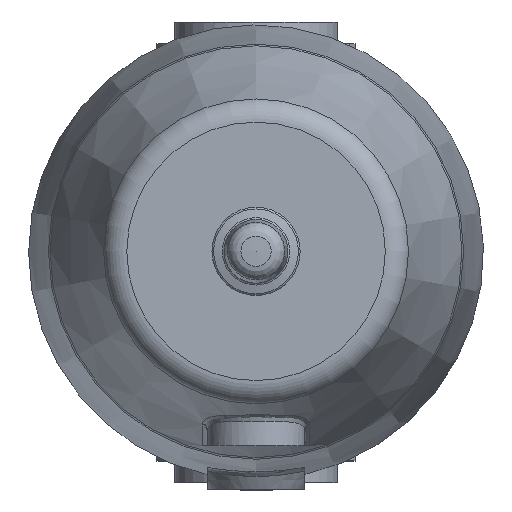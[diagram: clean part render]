
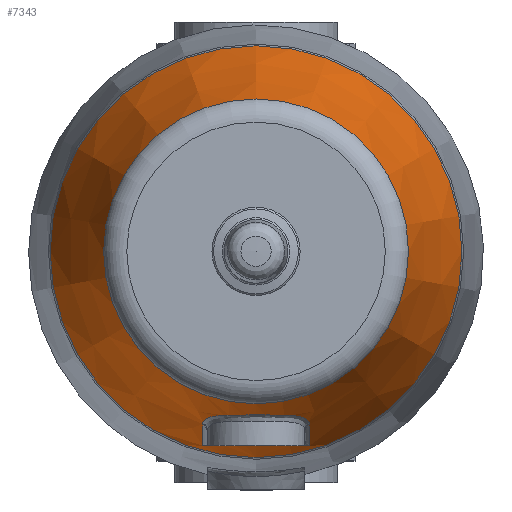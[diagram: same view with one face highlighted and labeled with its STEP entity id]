
A CAD part, top view. The second image highlights one B-rep face of the part: STEP entity #7343.
In plain terms, the highlighted conical face has half-angle 17.023 degrees and reference radius 42.75 mm.
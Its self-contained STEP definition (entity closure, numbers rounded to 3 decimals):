
#27=(
BOUNDED_CURVE()
B_SPLINE_CURVE(2,(#10913,#10914,#10915),.UNSPECIFIED.,.F.,.F.)
B_SPLINE_CURVE_WITH_KNOTS((3,3),(0.353,0.47),
 .UNSPECIFIED.)
CURVE()
GEOMETRIC_REPRESENTATION_ITEM()
RATIONAL_B_SPLINE_CURVE((1.012,1.014,1.015))
REPRESENTATION_ITEM('')
);
#28=(
BOUNDED_CURVE()
B_SPLINE_CURVE(2,(#10917,#10918,#10919),.UNSPECIFIED.,.F.,.F.)
B_SPLINE_CURVE_WITH_KNOTS((3,3),(0.41,1.564),
 .UNSPECIFIED.)
CURVE()
GEOMETRIC_REPRESENTATION_ITEM()
RATIONAL_B_SPLINE_CURVE((1.013,1.029,1.029))
REPRESENTATION_ITEM('')
);
#29=(
BOUNDED_CURVE()
B_SPLINE_CURVE(2,(#10926,#10927,#10928),.UNSPECIFIED.,.F.,.F.)
B_SPLINE_CURVE_WITH_KNOTS((3,3),(1.564,2.717),
 .UNSPECIFIED.)
CURVE()
GEOMETRIC_REPRESENTATION_ITEM()
RATIONAL_B_SPLINE_CURVE((1.029,1.029,1.013))
REPRESENTATION_ITEM('')
);
#30=(
BOUNDED_CURVE()
B_SPLINE_CURVE(2,(#10930,#10931,#10932),.UNSPECIFIED.,.F.,.F.)
B_SPLINE_CURVE_WITH_KNOTS((3,3),(2.802,2.919),
 .UNSPECIFIED.)
CURVE()
GEOMETRIC_REPRESENTATION_ITEM()
RATIONAL_B_SPLINE_CURVE((1.015,1.014,1.012))
REPRESENTATION_ITEM('')
);
#180=B_SPLINE_CURVE_WITH_KNOTS('',3,(#10900,#10901,#10902,#10903,#10904,
#10905,#10906),.UNSPECIFIED.,.F.,.F.,(4,1,1,1,4),(-3.617,-3.1,
-2.584,-2.067,-1.809),.UNSPECIFIED.);
#181=B_SPLINE_CURVE_WITH_KNOTS('',3,(#10908,#10909,#10910,#10911),
 .UNSPECIFIED.,.F.,.F.,(4,4),(-1.469,0.),.UNSPECIFIED.);
#182=B_SPLINE_CURVE_WITH_KNOTS('',3,(#10934,#10935,#10936,#10937),
 .UNSPECIFIED.,.F.,.F.,(4,4),(-1.947,-0.478),
 .UNSPECIFIED.);
#183=B_SPLINE_CURVE_WITH_KNOTS('',3,(#10938,#10939,#10940,#10941,#10942,
#10943,#10944),.UNSPECIFIED.,.F.,.F.,(4,1,1,1,4),(-1.809,-1.55,
-1.033,-0.517,0.),.UNSPECIFIED.);
#1012=FACE_OUTER_BOUND('',#1503,.T.);
#1503=EDGE_LOOP('',(#5127,#5128,#5129,#5130,#5131,#5132,#5133,#5134,#5135,
#5136,#5137,#5138,#5139,#5140,#5141,#5142));
#1989=LINE('',#10898,#2284);
#1990=LINE('',#10921,#2285);
#2284=VECTOR('',#8875,42.75);
#2285=VECTOR('',#8876,42.75);
#2634=CIRCLE('',#7929,31.433);
#2635=CIRCLE('',#7930,42.462);
#2636=CIRCLE('',#7931,42.462);
#2637=CIRCLE('',#7932,31.433);
#3084=VERTEX_POINT('',#10894);
#3085=VERTEX_POINT('',#10895);
#3086=VERTEX_POINT('',#10897);
#3087=VERTEX_POINT('',#10899);
#3088=VERTEX_POINT('',#10907);
#3089=VERTEX_POINT('',#10912);
#3090=VERTEX_POINT('',#10916);
#3091=VERTEX_POINT('',#10920);
#3092=VERTEX_POINT('',#10922);
#3093=VERTEX_POINT('',#10925);
#3094=VERTEX_POINT('',#10929);
#3095=VERTEX_POINT('',#10933);
#3850=EDGE_CURVE('',#3084,#3085,#2634,.T.);
#3851=EDGE_CURVE('',#3084,#3086,#1989,.T.);
#3852=EDGE_CURVE('',#3087,#3086,#180,.T.);
#3853=EDGE_CURVE('',#3088,#3087,#181,.T.);
#3854=EDGE_CURVE('',#3088,#3089,#27,.T.);
#3855=EDGE_CURVE('',#3089,#3090,#28,.T.);
#3856=EDGE_CURVE('',#3090,#3091,#1990,.T.);
#3857=EDGE_CURVE('',#3092,#3091,#2635,.T.);
#3858=EDGE_CURVE('',#3091,#3092,#2636,.T.);
#3859=EDGE_CURVE('',#3090,#3093,#29,.T.);
#3860=EDGE_CURVE('',#3093,#3094,#30,.T.);
#3861=EDGE_CURVE('',#3095,#3094,#182,.T.);
#3862=EDGE_CURVE('',#3086,#3095,#183,.T.);
#3863=EDGE_CURVE('',#3085,#3084,#2637,.T.);
#5127=ORIENTED_EDGE('',*,*,#3850,.F.);
#5128=ORIENTED_EDGE('',*,*,#3851,.T.);
#5129=ORIENTED_EDGE('',*,*,#3852,.F.);
#5130=ORIENTED_EDGE('',*,*,#3853,.F.);
#5131=ORIENTED_EDGE('',*,*,#3854,.T.);
#5132=ORIENTED_EDGE('',*,*,#3855,.T.);
#5133=ORIENTED_EDGE('',*,*,#3856,.T.);
#5134=ORIENTED_EDGE('',*,*,#3857,.F.);
#5135=ORIENTED_EDGE('',*,*,#3858,.F.);
#5136=ORIENTED_EDGE('',*,*,#3856,.F.);
#5137=ORIENTED_EDGE('',*,*,#3859,.T.);
#5138=ORIENTED_EDGE('',*,*,#3860,.T.);
#5139=ORIENTED_EDGE('',*,*,#3861,.F.);
#5140=ORIENTED_EDGE('',*,*,#3862,.F.);
#5141=ORIENTED_EDGE('',*,*,#3851,.F.);
#5142=ORIENTED_EDGE('',*,*,#3863,.F.);
#7281=CONICAL_SURFACE('',#7928,42.75,0.297);
#7343=ADVANCED_FACE('',(#1012),#7281,.T.);
#7928=AXIS2_PLACEMENT_3D('',#10893,#8871,#8872);
#7929=AXIS2_PLACEMENT_3D('',#10896,#8873,#8874);
#7930=AXIS2_PLACEMENT_3D('',#10923,#8877,#8878);
#7931=AXIS2_PLACEMENT_3D('',#10924,#8879,#8880);
#7932=AXIS2_PLACEMENT_3D('',#10945,#8881,#8882);
#8871=DIRECTION('center_axis',(0.,0.,-1.));
#8872=DIRECTION('ref_axis',(0.,1.,0.));
#8873=DIRECTION('center_axis',(0.,0.,1.));
#8874=DIRECTION('ref_axis',(0.,1.,0.));
#8875=DIRECTION('',(0.,-0.293,-0.956));
#8876=DIRECTION('',(0.,-0.293,-0.956));
#8877=DIRECTION('center_axis',(0.,0.,-1.));
#8878=DIRECTION('ref_axis',(0.,1.,0.));
#8879=DIRECTION('center_axis',(0.,0.,-1.));
#8880=DIRECTION('ref_axis',(0.,1.,0.));
#8881=DIRECTION('center_axis',(0.,0.,1.));
#8882=DIRECTION('ref_axis',(0.,1.,0.));
#10893=CARTESIAN_POINT('Origin',(0.,0.,380.7));
#10894=CARTESIAN_POINT('',(0.,-31.433,417.664));
#10895=CARTESIAN_POINT('',(0.,31.433,417.664));
#10896=CARTESIAN_POINT('Origin',(0.,0.,
417.664));
#10897=CARTESIAN_POINT('',(0.,-33.72,410.191));
#10898=CARTESIAN_POINT('',(0.,-42.75,380.7));
#10899=CARTESIAN_POINT('',(11.004,-35.547,398.79));
#10900=CARTESIAN_POINT('Ctrl Pts',(11.004,-35.547,398.79));
#10901=CARTESIAN_POINT('Ctrl Pts',(10.999,-35.023,400.43));
#10902=CARTESIAN_POINT('Ctrl Pts',(10.29,-34.177,403.789));
#10903=CARTESIAN_POINT('Ctrl Pts',(7.141,-33.725,407.968));
#10904=CARTESIAN_POINT('Ctrl Pts',(3.314,-33.719,409.9));
#10905=CARTESIAN_POINT('Ctrl Pts',(0.828,-33.719,
410.19));
#10906=CARTESIAN_POINT('Ctrl Pts',(0.,-33.72,
410.191));
#10907=CARTESIAN_POINT('',(11.044,-40.,384.794));
#10908=CARTESIAN_POINT('Ctrl Pts',(11.044,-40.,384.794));
#10909=CARTESIAN_POINT('Ctrl Pts',(11.032,-38.521,389.461));
#10910=CARTESIAN_POINT('Ctrl Pts',(11.019,-37.037,394.127));
#10911=CARTESIAN_POINT('Ctrl Pts',(11.004,-35.547,398.79));
#10912=CARTESIAN_POINT('',(10.,-40.,385.661));
#10913=CARTESIAN_POINT('Ctrl Pts',(11.044,-40.,384.794));
#10914=CARTESIAN_POINT('Ctrl Pts',(10.52,-40.,385.249));
#10915=CARTESIAN_POINT('Ctrl Pts',(10.,-40.,385.661));
#10916=CARTESIAN_POINT('',(0.,-40.,389.682));
#10917=CARTESIAN_POINT('Ctrl Pts',(10.,-40.,385.661));
#10918=CARTESIAN_POINT('Ctrl Pts',(4.924,-40.,389.682));
#10919=CARTESIAN_POINT('Ctrl Pts',(0.,-40.,389.682));
#10920=CARTESIAN_POINT('',(0.,-42.462,381.641));
#10921=CARTESIAN_POINT('',(0.,-42.75,380.7));
#10922=CARTESIAN_POINT('',(0.,42.462,381.641));
#10923=CARTESIAN_POINT('Origin',(0.,0.,
381.641));
#10924=CARTESIAN_POINT('Origin',(0.,0.,
381.641));
#10925=CARTESIAN_POINT('',(-10.,-40.,385.661));
#10926=CARTESIAN_POINT('Ctrl Pts',(0.,-40.,389.682));
#10927=CARTESIAN_POINT('Ctrl Pts',(-4.924,-40.,389.682));
#10928=CARTESIAN_POINT('Ctrl Pts',(-10.,-40.,385.661));
#10929=CARTESIAN_POINT('',(-11.044,-40.,384.794));
#10930=CARTESIAN_POINT('Ctrl Pts',(-10.,-40.,385.661));
#10931=CARTESIAN_POINT('Ctrl Pts',(-10.52,-40.,385.249));
#10932=CARTESIAN_POINT('Ctrl Pts',(-11.044,-40.,384.794));
#10933=CARTESIAN_POINT('',(-11.004,-35.547,398.79));
#10934=CARTESIAN_POINT('Ctrl Pts',(-11.004,-35.547,
398.79));
#10935=CARTESIAN_POINT('Ctrl Pts',(-11.019,-37.037,
394.127));
#10936=CARTESIAN_POINT('Ctrl Pts',(-11.032,-38.521,
389.461));
#10937=CARTESIAN_POINT('Ctrl Pts',(-11.044,-40.,384.794));
#10938=CARTESIAN_POINT('Ctrl Pts',(0.,-33.72,
410.191));
#10939=CARTESIAN_POINT('Ctrl Pts',(-0.828,-33.72,
410.191));
#10940=CARTESIAN_POINT('Ctrl Pts',(-3.314,-33.721,
409.902));
#10941=CARTESIAN_POINT('Ctrl Pts',(-7.141,-33.724,
407.967));
#10942=CARTESIAN_POINT('Ctrl Pts',(-10.29,-34.177,
403.79));
#10943=CARTESIAN_POINT('Ctrl Pts',(-10.999,-35.023,400.43));
#10944=CARTESIAN_POINT('Ctrl Pts',(-11.004,-35.547,
398.79));
#10945=CARTESIAN_POINT('Origin',(0.,0.,
417.664));
